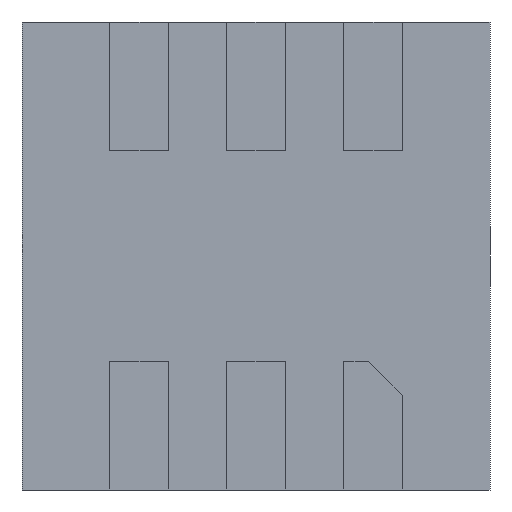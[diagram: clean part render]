
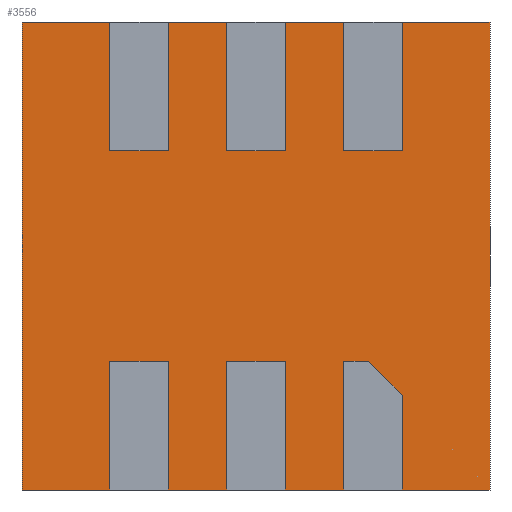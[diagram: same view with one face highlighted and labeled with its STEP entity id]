
A CAD part, front view. The second image highlights one B-rep face of the part: STEP entity #3556.
In plain terms, the highlighted planar face has unit normal (0, -1, 0).
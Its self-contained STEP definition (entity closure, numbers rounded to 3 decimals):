
#2242=DIRECTION('',(0.,0.,1.));
#2243=VECTOR('',#2242,0.55);
#2244=CARTESIAN_POINT('',(-0.625,0.,-1.));
#2245=LINE('',#2244,#2243);
#2249=DIRECTION('',(-1.,0.,0.));
#2250=VECTOR('',#2249,0.375);
#2251=CARTESIAN_POINT('',(-0.625,0.,-1.));
#2252=LINE('',#2251,#2250);
#2256=DIRECTION('',(0.,0.,1.));
#2257=VECTOR('',#2256,2.);
#2258=CARTESIAN_POINT('',(-1.,0.,-1.));
#2259=LINE('',#2258,#2257);
#2263=DIRECTION('',(1.,0.,0.));
#2264=VECTOR('',#2263,0.375);
#2265=CARTESIAN_POINT('',(-1.,0.,1.));
#2266=LINE('',#2265,#2264);
#2270=DIRECTION('',(0.,0.,-1.));
#2271=VECTOR('',#2270,0.55);
#2272=CARTESIAN_POINT('',(-0.625,0.,1.));
#2273=LINE('',#2272,#2271);
#2277=DIRECTION('',(-1.,0.,0.));
#2278=VECTOR('',#2277,0.25);
#2279=CARTESIAN_POINT('',(-0.375,0.,0.45));
#2280=LINE('',#2279,#2278);
#2284=DIRECTION('',(0.,0.,-1.));
#2285=VECTOR('',#2284,0.55);
#2286=CARTESIAN_POINT('',(-0.375,0.,1.));
#2287=LINE('',#2286,#2285);
#2291=DIRECTION('',(1.,0.,0.));
#2292=VECTOR('',#2291,0.25);
#2293=CARTESIAN_POINT('',(-0.375,0.,1.));
#2294=LINE('',#2293,#2292);
#2298=DIRECTION('',(0.,0.,-1.));
#2299=VECTOR('',#2298,0.55);
#2300=CARTESIAN_POINT('',(-0.125,0.,1.));
#2301=LINE('',#2300,#2299);
#2305=DIRECTION('',(-1.,0.,0.));
#2306=VECTOR('',#2305,0.25);
#2307=CARTESIAN_POINT('',(0.125,0.,0.45));
#2308=LINE('',#2307,#2306);
#2312=DIRECTION('',(0.,0.,-1.));
#2313=VECTOR('',#2312,0.55);
#2314=CARTESIAN_POINT('',(0.125,0.,1.));
#2315=LINE('',#2314,#2313);
#2319=DIRECTION('',(1.,0.,0.));
#2320=VECTOR('',#2319,0.25);
#2321=CARTESIAN_POINT('',(0.125,0.,1.));
#2322=LINE('',#2321,#2320);
#2326=DIRECTION('',(0.,0.,-1.));
#2327=VECTOR('',#2326,0.55);
#2328=CARTESIAN_POINT('',(0.375,0.,1.));
#2329=LINE('',#2328,#2327);
#2333=DIRECTION('',(-1.,0.,0.));
#2334=VECTOR('',#2333,0.25);
#2335=CARTESIAN_POINT('',(0.625,0.,0.45));
#2336=LINE('',#2335,#2334);
#2340=DIRECTION('',(0.,0.,-1.));
#2341=VECTOR('',#2340,0.55);
#2342=CARTESIAN_POINT('',(0.625,0.,1.));
#2343=LINE('',#2342,#2341);
#2347=DIRECTION('',(1.,0.,0.));
#2348=VECTOR('',#2347,0.375);
#2349=CARTESIAN_POINT('',(0.625,0.,1.));
#2350=LINE('',#2349,#2348);
#2354=DIRECTION('',(0.,0.,-1.));
#2355=VECTOR('',#2354,2.);
#2356=CARTESIAN_POINT('',(1.,0.,1.));
#2357=LINE('',#2356,#2355);
#2361=DIRECTION('',(-1.,0.,0.));
#2362=VECTOR('',#2361,0.375);
#2363=CARTESIAN_POINT('',(1.,0.,-1.));
#2364=LINE('',#2363,#2362);
#2368=DIRECTION('',(0.,0.,1.));
#2369=VECTOR('',#2368,0.405);
#2370=CARTESIAN_POINT('',(0.625,0.,-1.));
#2371=LINE('',#2370,#2369);
#2375=DIRECTION('',(0.707,0.,-0.707));
#2376=VECTOR('',#2375,0.205);
#2377=CARTESIAN_POINT('',(0.48,0.,-0.45));
#2378=LINE('',#2377,#2376);
#2382=DIRECTION('',(1.,0.,0.));
#2383=VECTOR('',#2382,0.105);
#2384=CARTESIAN_POINT('',(0.375,0.,-0.45));
#2385=LINE('',#2384,#2383);
#2389=DIRECTION('',(0.,0.,1.));
#2390=VECTOR('',#2389,0.55);
#2391=CARTESIAN_POINT('',(0.375,0.,-1.));
#2392=LINE('',#2391,#2390);
#2396=DIRECTION('',(-1.,0.,0.));
#2397=VECTOR('',#2396,0.25);
#2398=CARTESIAN_POINT('',(0.375,0.,-1.));
#2399=LINE('',#2398,#2397);
#2403=DIRECTION('',(0.,0.,1.));
#2404=VECTOR('',#2403,0.55);
#2405=CARTESIAN_POINT('',(0.125,0.,-1.));
#2406=LINE('',#2405,#2404);
#2410=DIRECTION('',(1.,0.,0.));
#2411=VECTOR('',#2410,0.25);
#2412=CARTESIAN_POINT('',(-0.125,0.,-0.45));
#2413=LINE('',#2412,#2411);
#2417=DIRECTION('',(0.,0.,1.));
#2418=VECTOR('',#2417,0.55);
#2419=CARTESIAN_POINT('',(-0.125,0.,-1.));
#2420=LINE('',#2419,#2418);
#2424=DIRECTION('',(-1.,0.,0.));
#2425=VECTOR('',#2424,0.25);
#2426=CARTESIAN_POINT('',(-0.125,0.,-1.));
#2427=LINE('',#2426,#2425);
#2431=DIRECTION('',(0.,0.,1.));
#2432=VECTOR('',#2431,0.55);
#2433=CARTESIAN_POINT('',(-0.375,0.,-1.));
#2434=LINE('',#2433,#2432);
#2438=DIRECTION('',(1.,0.,0.));
#2439=VECTOR('',#2438,0.25);
#2440=CARTESIAN_POINT('',(-0.625,0.,-0.45));
#2441=LINE('',#2440,#2439);
#3295=CARTESIAN_POINT('',(-1.,0.,-1.));
#3296=CARTESIAN_POINT('',(-1.,0.,1.));
#3297=VERTEX_POINT('',#3295);
#3298=VERTEX_POINT('',#3296);
#3299=CARTESIAN_POINT('',(1.,0.,1.));
#3300=CARTESIAN_POINT('',(1.,0.,-1.));
#3301=VERTEX_POINT('',#3299);
#3302=VERTEX_POINT('',#3300);
#3311=CARTESIAN_POINT('',(-0.625,0.,-1.));
#3312=CARTESIAN_POINT('',(-0.625,0.,-0.45));
#3313=VERTEX_POINT('',#3311);
#3314=VERTEX_POINT('',#3312);
#3315=CARTESIAN_POINT('',(-0.375,0.,-1.));
#3316=CARTESIAN_POINT('',(-0.375,0.,-0.45));
#3317=VERTEX_POINT('',#3315);
#3318=VERTEX_POINT('',#3316);
#3319=CARTESIAN_POINT('',(-0.125,0.,-1.));
#3320=CARTESIAN_POINT('',(-0.125,0.,-0.45));
#3321=VERTEX_POINT('',#3319);
#3322=VERTEX_POINT('',#3320);
#3323=CARTESIAN_POINT('',(0.125,0.,-1.));
#3324=CARTESIAN_POINT('',(0.125,0.,-0.45));
#3325=VERTEX_POINT('',#3323);
#3326=VERTEX_POINT('',#3324);
#3327=CARTESIAN_POINT('',(0.375,0.,-1.));
#3328=CARTESIAN_POINT('',(0.375,0.,-0.45));
#3329=VERTEX_POINT('',#3327);
#3330=VERTEX_POINT('',#3328);
#3331=CARTESIAN_POINT('',(0.625,0.,-1.));
#3332=CARTESIAN_POINT('',(0.625,0.,-0.595));
#3333=VERTEX_POINT('',#3331);
#3334=VERTEX_POINT('',#3332);
#3335=CARTESIAN_POINT('',(-0.625,0.,1.));
#3336=CARTESIAN_POINT('',(-0.625,0.,0.45));
#3337=VERTEX_POINT('',#3335);
#3338=VERTEX_POINT('',#3336);
#3339=CARTESIAN_POINT('',(-0.375,0.,1.));
#3340=CARTESIAN_POINT('',(-0.375,0.,0.45));
#3341=VERTEX_POINT('',#3339);
#3342=VERTEX_POINT('',#3340);
#3343=CARTESIAN_POINT('',(-0.125,0.,1.));
#3344=CARTESIAN_POINT('',(-0.125,0.,0.45));
#3345=VERTEX_POINT('',#3343);
#3346=VERTEX_POINT('',#3344);
#3347=CARTESIAN_POINT('',(0.125,0.,1.));
#3348=CARTESIAN_POINT('',(0.125,0.,0.45));
#3349=VERTEX_POINT('',#3347);
#3350=VERTEX_POINT('',#3348);
#3351=CARTESIAN_POINT('',(0.375,0.,1.));
#3352=CARTESIAN_POINT('',(0.375,0.,0.45));
#3353=VERTEX_POINT('',#3351);
#3354=VERTEX_POINT('',#3352);
#3355=CARTESIAN_POINT('',(0.625,0.,1.));
#3356=CARTESIAN_POINT('',(0.625,0.,0.45));
#3357=VERTEX_POINT('',#3355);
#3358=VERTEX_POINT('',#3356);
#3359=CARTESIAN_POINT('',(0.48,0.,-0.45));
#3360=VERTEX_POINT('',#3359);
#3491=CARTESIAN_POINT('',(0.,0.,0.));
#3492=DIRECTION('',(0.,1.,0.));
#3493=DIRECTION('',(1.,0.,0.));
#3494=AXIS2_PLACEMENT_3D('',#3491,#3492,#3493);
#3495=PLANE('',#3494);
#3497=ORIENTED_EDGE('',*,*,#3496,.F.);
#3499=ORIENTED_EDGE('',*,*,#3498,.T.);
#3501=ORIENTED_EDGE('',*,*,#3500,.T.);
#3503=ORIENTED_EDGE('',*,*,#3502,.T.);
#3505=ORIENTED_EDGE('',*,*,#3504,.T.);
#3507=ORIENTED_EDGE('',*,*,#3506,.F.);
#3509=ORIENTED_EDGE('',*,*,#3508,.F.);
#3511=ORIENTED_EDGE('',*,*,#3510,.T.);
#3513=ORIENTED_EDGE('',*,*,#3512,.T.);
#3515=ORIENTED_EDGE('',*,*,#3514,.F.);
#3517=ORIENTED_EDGE('',*,*,#3516,.F.);
#3519=ORIENTED_EDGE('',*,*,#3518,.T.);
#3521=ORIENTED_EDGE('',*,*,#3520,.T.);
#3523=ORIENTED_EDGE('',*,*,#3522,.F.);
#3525=ORIENTED_EDGE('',*,*,#3524,.F.);
#3527=ORIENTED_EDGE('',*,*,#3526,.T.);
#3529=ORIENTED_EDGE('',*,*,#3528,.T.);
#3531=ORIENTED_EDGE('',*,*,#3530,.T.);
#3533=ORIENTED_EDGE('',*,*,#3532,.T.);
#3535=ORIENTED_EDGE('',*,*,#3534,.F.);
#3537=ORIENTED_EDGE('',*,*,#3536,.F.);
#3539=ORIENTED_EDGE('',*,*,#3538,.F.);
#3541=ORIENTED_EDGE('',*,*,#3540,.T.);
#3543=ORIENTED_EDGE('',*,*,#3542,.T.);
#3545=ORIENTED_EDGE('',*,*,#3544,.F.);
#3547=ORIENTED_EDGE('',*,*,#3546,.F.);
#3549=ORIENTED_EDGE('',*,*,#3548,.T.);
#3551=ORIENTED_EDGE('',*,*,#3550,.T.);
#3553=ORIENTED_EDGE('',*,*,#3552,.F.);
#3554=EDGE_LOOP('',(#3497,#3499,#3501,#3503,#3505,#3507,#3509,#3511,#3513,#3515,
#3517,#3519,#3521,#3523,#3525,#3527,#3529,#3531,#3533,#3535,#3537,#3539,#3541,
#3543,#3545,#3547,#3549,#3551,#3553));
#3555=FACE_OUTER_BOUND('',#3554,.F.);
#3556=ADVANCED_FACE('',(#3555),#3495,.F.);
#3496=EDGE_CURVE('',#3313,#3314,#2245,.T.);
#3498=EDGE_CURVE('',#3313,#3297,#2252,.T.);
#3500=EDGE_CURVE('',#3297,#3298,#2259,.T.);
#3502=EDGE_CURVE('',#3298,#3337,#2266,.T.);
#3504=EDGE_CURVE('',#3337,#3338,#2273,.T.);
#3506=EDGE_CURVE('',#3342,#3338,#2280,.T.);
#3508=EDGE_CURVE('',#3341,#3342,#2287,.T.);
#3510=EDGE_CURVE('',#3341,#3345,#2294,.T.);
#3512=EDGE_CURVE('',#3345,#3346,#2301,.T.);
#3514=EDGE_CURVE('',#3350,#3346,#2308,.T.);
#3516=EDGE_CURVE('',#3349,#3350,#2315,.T.);
#3518=EDGE_CURVE('',#3349,#3353,#2322,.T.);
#3520=EDGE_CURVE('',#3353,#3354,#2329,.T.);
#3522=EDGE_CURVE('',#3358,#3354,#2336,.T.);
#3524=EDGE_CURVE('',#3357,#3358,#2343,.T.);
#3526=EDGE_CURVE('',#3357,#3301,#2350,.T.);
#3528=EDGE_CURVE('',#3301,#3302,#2357,.T.);
#3530=EDGE_CURVE('',#3302,#3333,#2364,.T.);
#3532=EDGE_CURVE('',#3333,#3334,#2371,.T.);
#3534=EDGE_CURVE('',#3360,#3334,#2378,.T.);
#3536=EDGE_CURVE('',#3330,#3360,#2385,.T.);
#3538=EDGE_CURVE('',#3329,#3330,#2392,.T.);
#3540=EDGE_CURVE('',#3329,#3325,#2399,.T.);
#3542=EDGE_CURVE('',#3325,#3326,#2406,.T.);
#3544=EDGE_CURVE('',#3322,#3326,#2413,.T.);
#3546=EDGE_CURVE('',#3321,#3322,#2420,.T.);
#3548=EDGE_CURVE('',#3321,#3317,#2427,.T.);
#3550=EDGE_CURVE('',#3317,#3318,#2434,.T.);
#3552=EDGE_CURVE('',#3314,#3318,#2441,.T.);
